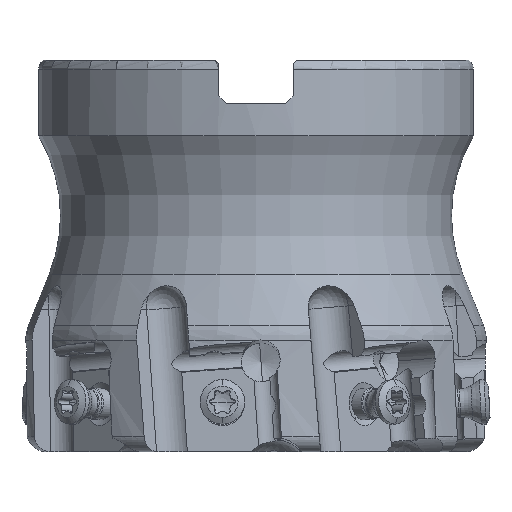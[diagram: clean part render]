
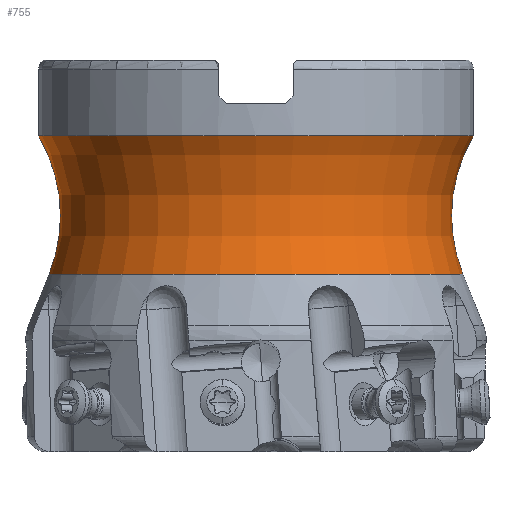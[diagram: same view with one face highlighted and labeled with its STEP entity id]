
A CAD part, front view. The second image highlights one B-rep face of the part: STEP entity #755.
In plain terms, the highlighted toroidal (fillet/blend) face has major radius 45.015 mm and minor radius 20 mm.
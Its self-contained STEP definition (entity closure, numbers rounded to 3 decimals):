
#480=TOROIDAL_SURFACE('',#13060,45.015,20.);
#755=ADVANCED_FACE('',(#1721),#480,.F.);
#1721=FACE_OUTER_BOUND('',#2401,.T.);
#2401=EDGE_LOOP('',(#6191,#6192,#6193,#6194,#6195,#6196));
#6191=ORIENTED_EDGE('',*,*,#10249,.F.);
#6192=ORIENTED_EDGE('',*,*,#10572,.T.);
#6193=ORIENTED_EDGE('',*,*,#10571,.T.);
#6194=ORIENTED_EDGE('',*,*,#9731,.F.);
#6195=ORIENTED_EDGE('',*,*,#10574,.T.);
#6196=ORIENTED_EDGE('',*,*,#10573,.T.);
#8467=VERTEX_POINT('',#17559);
#8468=VERTEX_POINT('',#17561);
#8862=VERTEX_POINT('',#21061);
#8863=VERTEX_POINT('',#21063);
#9068=VERTEX_POINT('',#23639);
#9069=VERTEX_POINT('',#23642);
#9731=EDGE_CURVE('',#8468,#8467,#11629,.T.);
#10249=EDGE_CURVE('',#8862,#8863,#11821,.T.);
#10571=EDGE_CURVE('',#9068,#8467,#11871,.T.);
#10572=EDGE_CURVE('',#8862,#9068,#11872,.T.);
#10573=EDGE_CURVE('',#9069,#8863,#11873,.T.);
#10574=EDGE_CURVE('',#8468,#9069,#11874,.T.);
#11629=CIRCLE('',#12566,27.815);
#11821=CIRCLE('',#12887,26.461);
#11871=CIRCLE('',#13055,20.);
#11872=CIRCLE('',#13056,20.);
#11873=CIRCLE('',#13057,20.);
#11874=CIRCLE('',#13058,20.);
#12566=AXIS2_PLACEMENT_3D('',#17564,#14065,#14066);
#12887=AXIS2_PLACEMENT_3D('',#21062,#14850,#14851);
#13055=AXIS2_PLACEMENT_3D('',#23638,#15304,#15305);
#13056=AXIS2_PLACEMENT_3D('',#23640,#15306,#15307);
#13057=AXIS2_PLACEMENT_3D('',#23641,#15308,#15309);
#13058=AXIS2_PLACEMENT_3D('',#23643,#15310,#15311);
#13060=AXIS2_PLACEMENT_3D('',#23645,#15314,#15315);
#14065=DIRECTION('',(0.,0.,1.));
#14066=DIRECTION('',(-1.,0.,0.));
#14850=DIRECTION('',(0.,0.,-1.));
#14851=DIRECTION('',(1.,0.,0.));
#15304=DIRECTION('',(0.,1.,0.));
#15305=DIRECTION('',(-1.,0.,0.));
#15306=DIRECTION('',(0.,1.,0.));
#15307=DIRECTION('',(-0.928,0.,-0.373));
#15308=DIRECTION('',(0.,1.,0.));
#15309=DIRECTION('',(1.,0.,0.));
#15310=DIRECTION('',(0.,1.,0.));
#15311=DIRECTION('',(0.86,0.,0.51));
#15314=DIRECTION('',(0.,0.,-1.));
#15315=DIRECTION('',(-1.,0.,0.));
#17559=CARTESIAN_POINT('',(27.815,0.,-9.7));
#17561=CARTESIAN_POINT('',(-27.815,0.,-9.7));
#17564=CARTESIAN_POINT('',(0.,0.,-9.7));
#21061=CARTESIAN_POINT('',(26.461,0.,-27.373));
#21062=CARTESIAN_POINT('',(0.,0.,-27.373));
#21063=CARTESIAN_POINT('',(-26.461,0.,-27.373));
#23638=CARTESIAN_POINT('',(45.015,0.,-19.906));
#23639=CARTESIAN_POINT('',(25.015,0.,-19.906));
#23640=CARTESIAN_POINT('',(45.015,0.,-19.906));
#23641=CARTESIAN_POINT('',(-45.015,0.,-19.906));
#23642=CARTESIAN_POINT('',(-25.015,0.,-19.906));
#23643=CARTESIAN_POINT('',(-45.015,0.,-19.906));
#23645=CARTESIAN_POINT('',(0.,0.,-19.906));
